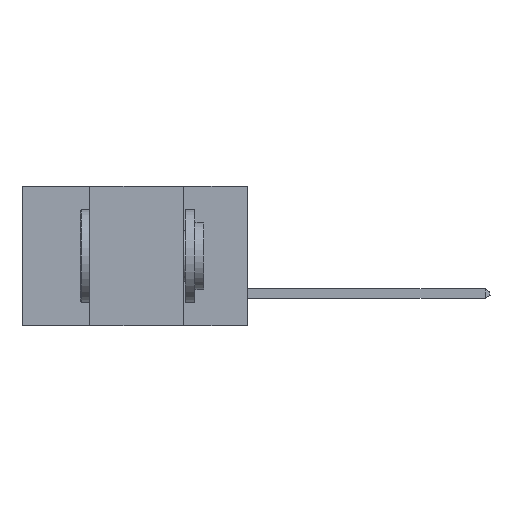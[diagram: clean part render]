
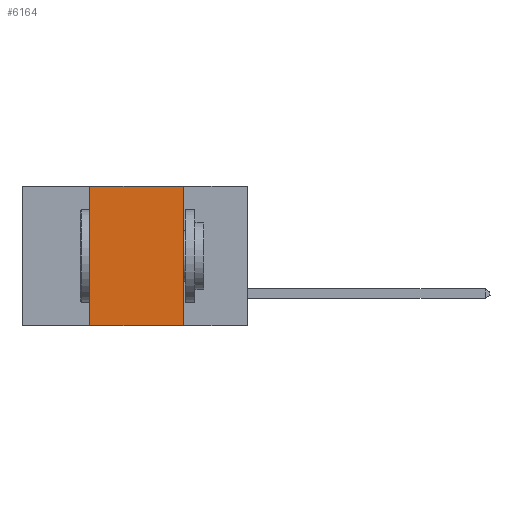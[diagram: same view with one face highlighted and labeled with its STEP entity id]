
A CAD part, left-side view. The second image highlights one B-rep face of the part: STEP entity #6164.
In plain terms, the highlighted planar face has unit normal (-1, 0, 0).
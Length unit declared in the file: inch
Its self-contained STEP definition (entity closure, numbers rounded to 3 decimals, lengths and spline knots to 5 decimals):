
#1345 = ORIENTED_EDGE ( 'NONE', *, *, #25341, .T. ) ;
#1556 = EDGE_LOOP ( 'NONE', ( #8066, #23113, #15491, #1345 ) ) ;
#1871 = DIRECTION ( 'NONE',  ( 0., -1., 0. ) ) ;
#2640 = DIRECTION ( 'NONE',  ( 0., -1., 0. ) ) ;
#2659 = AXIS2_PLACEMENT_3D ( 'NONE', #18471, #5956, #20301 ) ;
#3041 = VERTEX_POINT ( 'NONE', #16475 ) ;
#3467 = VECTOR ( 'NONE', #1871, 39.37008 ) ;
#4819 = CARTESIAN_POINT ( 'NONE',  ( 0., 0.42, -0.37 ) ) ;
#5298 = LINE ( 'NONE', #25666, #26231 ) ;
#5686 = PLANE ( 'NONE',  #2659 ) ;
#5956 = DIRECTION ( 'NONE',  ( 1., 0., 0. ) ) ;
#6156 = CARTESIAN_POINT ( 'NONE',  ( 0., 0.6, 0. ) ) ;
#6164 = ADVANCED_FACE ( 'NONE', ( #16118 ), #5686, .F. ) ;
#6184 = LINE ( 'NONE', #12198, #6536 ) ;
#6369 = DIRECTION ( 'NONE',  ( 0., 0., 1. ) ) ;
#6492 = VECTOR ( 'NONE', #14087, 39.37008 ) ;
#6536 = VECTOR ( 'NONE', #6369, 39.37008 ) ;
#7877 = CARTESIAN_POINT ( 'NONE',  ( 0., 0.17, 0. ) ) ;
#8066 = ORIENTED_EDGE ( 'NONE', *, *, #24515, .F. ) ;
#8600 = EDGE_CURVE ( 'NONE', #25244, #11081, #6184, .T. ) ;
#8757 = VERTEX_POINT ( 'NONE', #23432 ) ;
#11081 = VERTEX_POINT ( 'NONE', #12665 ) ;
#12198 = CARTESIAN_POINT ( 'NONE',  ( 0., 0.42, 0. ) ) ;
#12665 = CARTESIAN_POINT ( 'NONE',  ( 0., 0.42, 0. ) ) ;
#14087 = DIRECTION ( 'NONE',  ( 0., 0., -1. ) ) ;
#15491 = ORIENTED_EDGE ( 'NONE', *, *, #8600, .F. ) ;
#16118 = FACE_OUTER_BOUND ( 'NONE', #1556, .T. ) ;
#16475 = CARTESIAN_POINT ( 'NONE',  ( 0., 0.17, -0.37 ) ) ;
#17113 = EDGE_CURVE ( 'NONE', #11081, #8757, #22031, .T. ) ;
#18471 = CARTESIAN_POINT ( 'NONE',  ( 0., 0.6, 0. ) ) ;
#20301 = DIRECTION ( 'NONE',  ( 0., 0., -1. ) ) ;
#20539 = LINE ( 'NONE', #7877, #6492 ) ;
#22031 = LINE ( 'NONE', #6156, #3467 ) ;
#23113 = ORIENTED_EDGE ( 'NONE', *, *, #17113, .F. ) ;
#23432 = CARTESIAN_POINT ( 'NONE',  ( 0., 0.17, 0. ) ) ;
#24515 = EDGE_CURVE ( 'NONE', #8757, #3041, #20539, .T. ) ;
#25244 = VERTEX_POINT ( 'NONE', #4819 ) ;
#25341 = EDGE_CURVE ( 'NONE', #25244, #3041, #5298, .T. ) ;
#25666 = CARTESIAN_POINT ( 'NONE',  ( 0., 0.6, -0.37 ) ) ;
#26231 = VECTOR ( 'NONE', #2640, 39.37008 ) ;
